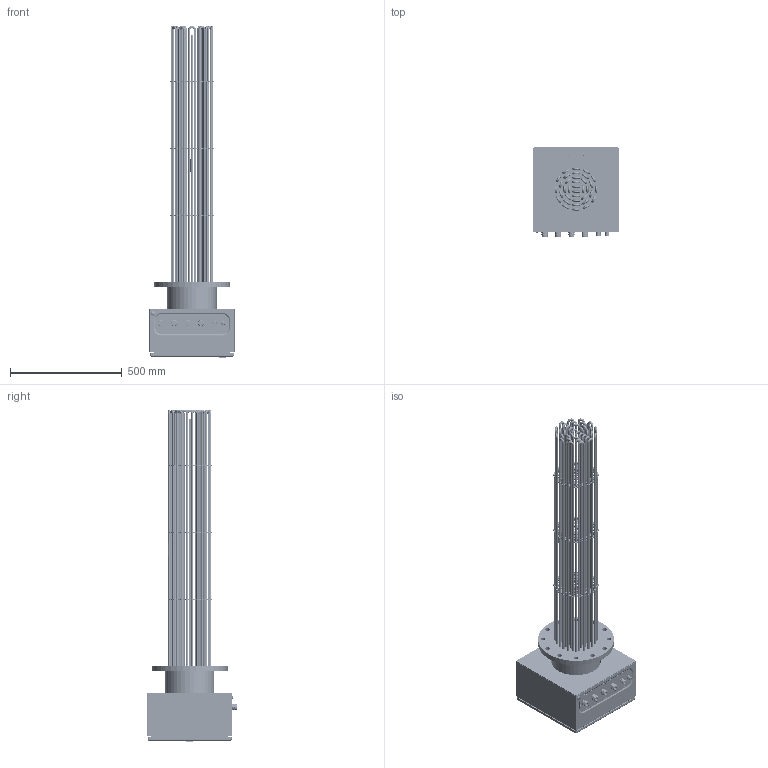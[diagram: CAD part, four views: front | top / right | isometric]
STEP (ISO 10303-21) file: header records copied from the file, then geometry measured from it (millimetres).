
FILE_DESCRIPTION (( 'STEP AP214' ), '1' );
FILE_NAME ('180030 - SSFHK 180 kW DN200 ET 1150 STEP.STEP', '2021-06-08T07:47:42', ( '' ), ( '' ), 'SwSTEP 2.0', 'SolidWorks 2021', '' );
FILE_SCHEMA (( 'AUTOMOTIVE_DESIGN' ));
Length unit declared in the file: millimetre
Products named in the file (23): AK 380x380x210^Anschlusskasten_SSFHK; WB 10er^Fühlerschutzrohre_SSFHK; Fühlerschutzrohre^SSFHK_DN200 - 1150 mm; Kabelverschraubung^SSFHK_4xM25+M20+M16; 180030 - SSFHK 180 kW DN200 ET 1150 STEP; Rohrheizkörper^SSFHK_DN200 - 36 RHK - 1150 mm; RHK^Rohrheizkörper_SSFHK_ET 1150; VM^SSFHK_DN200 - 36 RHK - 1150mm; BODY 380^AK 380x380x210_Anschlusskasten_SSFHK; Distanzscheiben^SSFHK_DN200 - 36 RHK; Kühlstrecke^SSFHK_DN200; BODENDECKEL 380^AK 380x380x210_Anschlusskasten_SSFHK; FSR STB^Fühlerschutzrohre_SSFHK; DECKEL 380^AK 380x380x210_Anschlusskasten_SSFHK; SCHLOSS 380^AK 380x380x210_Anschlusskasten_SSFHK; KV M16 WT MS^Kabelverschraubung_SSFHK; Messingbrücken^SSFHK_TYP H - DN200 - 36 RHK; Anschlusskastenplatte^SSFHK_380; Anschlusskasten^SSFHK_380x380x210; KV M20 WT MS^Kabelverschraubung_SSFHK; STB TF^Fühlerschutzrohre_SSFHK_1150 mm;  KV M25 WT MS^Kabelverschraubung_SSFHK; Flansch^SSFHK_DN200 - 36 RHK
Assembly tree (62 placements, depth 4):
  180030 - SSFHK 180 kW DN200 ET 1150 STEP
    Flansch^SSFHK_DN200 - 36 RHK
    Rohrheizkörper^SSFHK_DN200 - 36 RHK - 1150 mm
      RHK^Rohrheizkörper_SSFHK_ET 1150  x36
    Distanzscheiben^SSFHK_DN200 - 36 RHK  x3
    Kühlstrecke^SSFHK_DN200
    Anschlusskastenplatte^SSFHK_380
    Fühlerschutzrohre^SSFHK_DN200 - 1150 mm
      FSR STB^Fühlerschutzrohre_SSFHK
      STB TF^Fühlerschutzrohre_SSFHK_1150 mm
      WB 10er^Fühlerschutzrohre_SSFHK
    Anschlusskasten^SSFHK_380x380x210
      AK 380x380x210^Anschlusskasten_SSFHK
        BODY 380^AK 380x380x210_Anschlusskasten_SSFHK
        DECKEL 380^AK 380x380x210_Anschlusskasten_SSFHK
        SCHLOSS 380^AK 380x380x210_Anschlusskasten_SSFHK
        BODENDECKEL 380^AK 380x380x210_Anschlusskasten_SSFHK
    Kabelverschraubung^SSFHK_4xM25+M20+M16
      KV M16 WT MS^Kabelverschraubung_SSFHK
      KV M20 WT MS^Kabelverschraubung_SSFHK
       KV M25 WT MS^Kabelverschraubung_SSFHK  x4
    Messingbrücken^SSFHK_TYP H - DN200 - 36 RHK
    VM^SSFHK_DN200 - 36 RHK - 1150mm
Bounding box: 380 x 401 x 1484.1 mm (x, y, z)
Volume: 6164959.3 mm3; surface area: 7022010.6 mm2
Topology: 83 solids, 83 shells, 8803 faces, 24843 edges, 16284 vertices
Faces by surface type: cylinder 6195, plane 2035, torus 302, cone 184, bspline 87
Entity records: 140639 total; most frequent: CARTESIAN_POINT 27547, DIRECTION 22709, ORIENTED_EDGE 20730, EDGE_CURVE 10365, AXIS2_PLACEMENT_3D 9006, VERTEX_POINT 6790, CIRCLE 5272, EDGE_LOOP 4731
